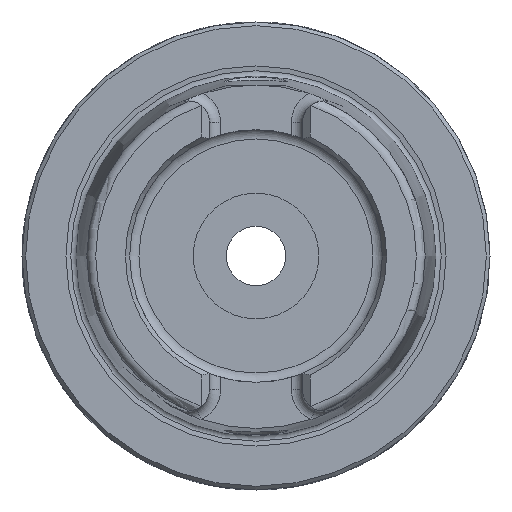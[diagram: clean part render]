
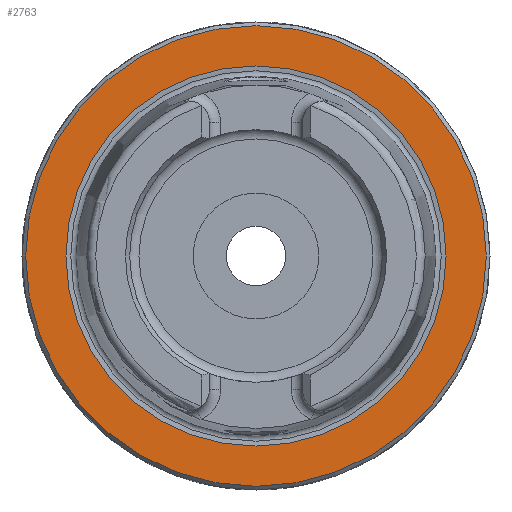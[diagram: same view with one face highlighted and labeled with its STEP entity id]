
A CAD part, left-side view. The second image highlights one B-rep face of the part: STEP entity #2763.
In plain terms, the highlighted planar face has unit normal (-1, 0, 0).
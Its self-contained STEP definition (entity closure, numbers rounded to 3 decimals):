
#108=FACE_BOUND('',#733,.T.);
#150=PLANE('',#3155);
#580=FACE_OUTER_BOUND('',#732,.T.);
#732=EDGE_LOOP('',(#2540,#2541));
#733=EDGE_LOOP('',(#2542,#2543));
#966=CIRCLE('',#3152,25.588);
#967=CIRCLE('',#3153,25.588);
#969=CIRCLE('',#3156,31.);
#970=CIRCLE('',#3157,31.);
#1277=VERTEX_POINT('',#5739);
#1278=VERTEX_POINT('',#5741);
#1279=VERTEX_POINT('',#5746);
#1280=VERTEX_POINT('',#5747);
#1704=EDGE_CURVE('',#1278,#1277,#966,.T.);
#1705=EDGE_CURVE('',#1277,#1278,#967,.T.);
#1707=EDGE_CURVE('',#1279,#1280,#969,.T.);
#1708=EDGE_CURVE('',#1280,#1279,#970,.T.);
#2540=ORIENTED_EDGE('',*,*,#1707,.F.);
#2541=ORIENTED_EDGE('',*,*,#1708,.F.);
#2542=ORIENTED_EDGE('',*,*,#1704,.T.);
#2543=ORIENTED_EDGE('',*,*,#1705,.T.);
#2763=ADVANCED_FACE('',(#580,#108),#150,.T.);
#3152=AXIS2_PLACEMENT_3D('',#5742,#4013,#4014);
#3153=AXIS2_PLACEMENT_3D('',#5743,#4015,#4016);
#3155=AXIS2_PLACEMENT_3D('',#5745,#4019,#4020);
#3156=AXIS2_PLACEMENT_3D('',#5748,#4021,#4022);
#3157=AXIS2_PLACEMENT_3D('',#5749,#4023,#4024);
#4013=DIRECTION('center_axis',(1.,0.,0.));
#4014=DIRECTION('ref_axis',(0.,0.,-1.));
#4015=DIRECTION('center_axis',(1.,0.,0.));
#4016=DIRECTION('ref_axis',(0.,0.,-1.));
#4019=DIRECTION('center_axis',(-1.,0.,0.));
#4020=DIRECTION('ref_axis',(0.,0.,1.));
#4021=DIRECTION('center_axis',(1.,0.,0.));
#4022=DIRECTION('ref_axis',(0.,0.,-1.));
#4023=DIRECTION('center_axis',(1.,0.,0.));
#4024=DIRECTION('ref_axis',(0.,0.,-1.));
#5739=CARTESIAN_POINT('',(0.,-25.588,0.));
#5741=CARTESIAN_POINT('',(0.,25.588,0.));
#5742=CARTESIAN_POINT('Origin',(0.,0.,0.));
#5743=CARTESIAN_POINT('Origin',(0.,0.,0.));
#5745=CARTESIAN_POINT('Origin',(0.,31.,0.));
#5746=CARTESIAN_POINT('',(0.,31.,0.));
#5747=CARTESIAN_POINT('',(0.,-31.,0.));
#5748=CARTESIAN_POINT('Origin',(0.,0.,0.));
#5749=CARTESIAN_POINT('Origin',(0.,0.,0.));
